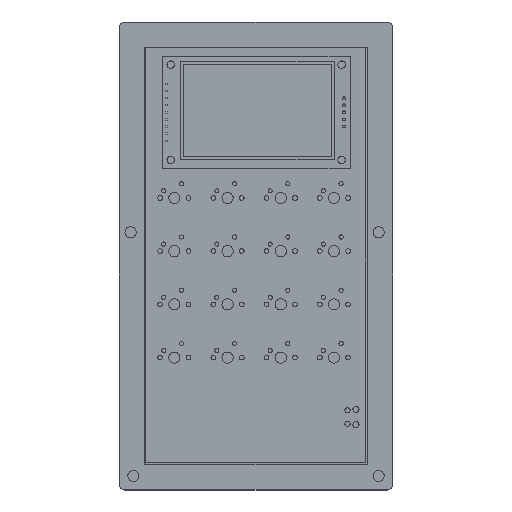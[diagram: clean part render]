
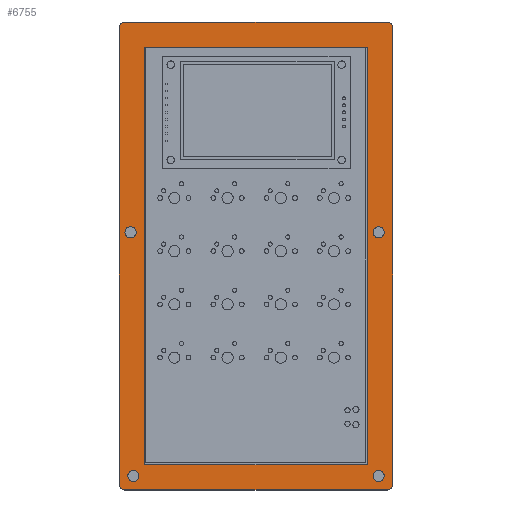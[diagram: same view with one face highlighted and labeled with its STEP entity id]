
A CAD part, top view. The second image highlights one B-rep face of the part: STEP entity #6755.
In plain terms, the highlighted planar face has unit normal (0, 0, 1).
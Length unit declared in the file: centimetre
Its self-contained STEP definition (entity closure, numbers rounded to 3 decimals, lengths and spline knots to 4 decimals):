
#468=CIRCLE('',#7374,0.2);
#473=CIRCLE('',#7382,0.2);
#474=CIRCLE('',#7385,0.2);
#475=CIRCLE('',#7388,0.2);
#476=CIRCLE('',#7393,0.2);
#478=CIRCLE('',#7397,0.2);
#480=CIRCLE('',#7401,0.2);
#482=CIRCLE('',#7405,0.2);
#734=FACE_BOUND('',#1657,.T.);
#735=FACE_BOUND('',#1658,.T.);
#736=FACE_BOUND('',#1659,.T.);
#737=FACE_BOUND('',#1660,.T.);
#738=FACE_BOUND('',#1661,.T.);
#1074=FACE_OUTER_BOUND('',#1656,.T.);
#1656=EDGE_LOOP('',(#5990,#5991,#5992,#5993,#5994,#5995,#5996,#5997));
#1657=EDGE_LOOP('',(#5998));
#1658=EDGE_LOOP('',(#5999));
#1659=EDGE_LOOP('',(#6000));
#1660=EDGE_LOOP('',(#6001));
#1661=EDGE_LOOP('',(#6002,#6003,#6004,#6005));
#2229=LINE('',#10928,#2832);
#2236=LINE('',#10946,#2839);
#2241=LINE('',#10963,#2844);
#2243=LINE('',#10969,#2846);
#2255=LINE('',#11016,#2858);
#2260=LINE('',#11025,#2863);
#2262=LINE('',#11030,#2865);
#2265=LINE('',#11034,#2868);
#2832=VECTOR('',#9135,1.);
#2839=VECTOR('',#9150,1.);
#2844=VECTOR('',#9169,1.);
#2846=VECTOR('',#9177,1.);
#2858=VECTOR('',#9233,1.);
#2863=VECTOR('',#9240,1.);
#2865=VECTOR('',#9244,1.);
#2868=VECTOR('',#9249,1.);
#3395=VERTEX_POINT('',#10924);
#3397=VERTEX_POINT('',#10927);
#3399=VERTEX_POINT('',#10933);
#3400=VERTEX_POINT('',#10934);
#3404=VERTEX_POINT('',#10944);
#3408=VERTEX_POINT('',#10957);
#3409=VERTEX_POINT('',#10961);
#3410=VERTEX_POINT('',#10965);
#3413=VERTEX_POINT('',#10983);
#3415=VERTEX_POINT('',#10990);
#3417=VERTEX_POINT('',#10997);
#3419=VERTEX_POINT('',#11004);
#3422=VERTEX_POINT('',#11013);
#3423=VERTEX_POINT('',#11015);
#3426=VERTEX_POINT('',#11023);
#3428=VERTEX_POINT('',#11029);
#4237=EDGE_CURVE('',#3397,#3395,#2229,.T.);
#4240=EDGE_CURVE('',#3399,#3400,#468,.T.);
#4246=EDGE_CURVE('',#3399,#3404,#2236,.T.);
#4252=EDGE_CURVE('',#3408,#3404,#473,.T.);
#4255=EDGE_CURVE('',#3408,#3409,#2241,.T.);
#4256=EDGE_CURVE('',#3410,#3395,#474,.T.);
#4258=EDGE_CURVE('',#3410,#3400,#2243,.T.);
#4259=EDGE_CURVE('',#3397,#3409,#475,.T.);
#4265=EDGE_CURVE('',#3413,#3413,#476,.T.);
#4268=EDGE_CURVE('',#3415,#3415,#478,.T.);
#4271=EDGE_CURVE('',#3417,#3417,#480,.T.);
#4274=EDGE_CURVE('',#3419,#3419,#482,.T.);
#4279=EDGE_CURVE('',#3423,#3422,#2255,.T.);
#4284=EDGE_CURVE('',#3422,#3426,#2260,.T.);
#4286=EDGE_CURVE('',#3428,#3423,#2262,.T.);
#4289=EDGE_CURVE('',#3426,#3428,#2265,.T.);
#5990=ORIENTED_EDGE('',*,*,#4240,.F.);
#5991=ORIENTED_EDGE('',*,*,#4246,.T.);
#5992=ORIENTED_EDGE('',*,*,#4252,.F.);
#5993=ORIENTED_EDGE('',*,*,#4255,.T.);
#5994=ORIENTED_EDGE('',*,*,#4259,.F.);
#5995=ORIENTED_EDGE('',*,*,#4237,.T.);
#5996=ORIENTED_EDGE('',*,*,#4256,.F.);
#5997=ORIENTED_EDGE('',*,*,#4258,.T.);
#5998=ORIENTED_EDGE('',*,*,#4265,.T.);
#5999=ORIENTED_EDGE('',*,*,#4268,.T.);
#6000=ORIENTED_EDGE('',*,*,#4271,.T.);
#6001=ORIENTED_EDGE('',*,*,#4274,.T.);
#6002=ORIENTED_EDGE('',*,*,#4284,.T.);
#6003=ORIENTED_EDGE('',*,*,#4289,.T.);
#6004=ORIENTED_EDGE('',*,*,#4286,.T.);
#6005=ORIENTED_EDGE('',*,*,#4279,.T.);
#6216=PLANE('',#7412);
#6755=ADVANCED_FACE('',(#1074,#734,#735,#736,#737,#738),#6216,.T.);
#7374=AXIS2_PLACEMENT_3D('',#10935,#9140,#9141);
#7382=AXIS2_PLACEMENT_3D('',#10958,#9163,#9164);
#7385=AXIS2_PLACEMENT_3D('',#10966,#9172,#9173);
#7388=AXIS2_PLACEMENT_3D('',#10971,#9180,#9181);
#7393=AXIS2_PLACEMENT_3D('',#10984,#9195,#9196);
#7397=AXIS2_PLACEMENT_3D('',#10991,#9204,#9205);
#7401=AXIS2_PLACEMENT_3D('',#10998,#9213,#9214);
#7405=AXIS2_PLACEMENT_3D('',#11005,#9222,#9223);
#7412=AXIS2_PLACEMENT_3D('',#11035,#9250,#9251);
#9135=DIRECTION('',(0.,1.,0.));
#9140=DIRECTION('center_axis',(0.,0.,-1.));
#9141=DIRECTION('ref_axis',(-0.707,0.707,0.));
#9150=DIRECTION('',(0.,-1.,0.));
#9163=DIRECTION('center_axis',(0.,0.,-1.));
#9164=DIRECTION('ref_axis',(-0.707,-0.707,0.));
#9169=DIRECTION('',(1.,0.,0.));
#9172=DIRECTION('center_axis',(0.,0.,-1.));
#9173=DIRECTION('ref_axis',(0.707,0.707,0.));
#9177=DIRECTION('',(-1.,0.,0.));
#9180=DIRECTION('center_axis',(0.,0.,-1.));
#9181=DIRECTION('ref_axis',(0.707,-0.707,0.));
#9195=DIRECTION('center_axis',(0.,0.,-1.));
#9196=DIRECTION('ref_axis',(-1.,0.,0.));
#9204=DIRECTION('center_axis',(0.,0.,-1.));
#9205=DIRECTION('ref_axis',(-1.,0.,0.));
#9213=DIRECTION('center_axis',(0.,0.,-1.));
#9214=DIRECTION('ref_axis',(-1.,0.,0.));
#9222=DIRECTION('center_axis',(0.,0.,-1.));
#9223=DIRECTION('ref_axis',(-1.,0.,0.));
#9233=DIRECTION('',(0.,-1.,0.));
#9240=DIRECTION('',(-1.,0.,0.));
#9244=DIRECTION('',(1.,0.,0.));
#9249=DIRECTION('',(0.,1.,0.));
#9250=DIRECTION('center_axis',(0.,0.,1.));
#9251=DIRECTION('ref_axis',(1.,0.,0.));
#10924=CARTESIAN_POINT('',(4.7325,4.8114,1.3));
#10927=CARTESIAN_POINT('',(4.7325,-11.5386,1.3));
#10928=CARTESIAN_POINT('',(4.7325,5.0114,1.3));
#10933=CARTESIAN_POINT('',(-5.0475,4.8114,1.3));
#10934=CARTESIAN_POINT('',(-4.8475,5.0114,1.3));
#10935=CARTESIAN_POINT('Origin',(-4.8475,4.8114,1.3));
#10944=CARTESIAN_POINT('',(-5.0475,-11.5386,1.3));
#10946=CARTESIAN_POINT('',(-5.0475,-11.7386,1.3));
#10957=CARTESIAN_POINT('',(-4.8475,-11.7386,1.3));
#10958=CARTESIAN_POINT('Origin',(-4.8475,-11.5386,1.3));
#10961=CARTESIAN_POINT('',(4.5325,-11.7386,1.3));
#10963=CARTESIAN_POINT('',(4.7325,-11.7386,1.3));
#10965=CARTESIAN_POINT('',(4.5325,5.0114,1.3));
#10966=CARTESIAN_POINT('Origin',(4.5325,4.8114,1.3));
#10969=CARTESIAN_POINT('',(-5.0475,5.0114,1.3));
#10971=CARTESIAN_POINT('Origin',(4.5325,-11.5386,1.3));
#10983=CARTESIAN_POINT('',(-4.4475,-2.5146,1.3));
#10984=CARTESIAN_POINT('Origin',(-4.6475,-2.5146,1.3));
#10990=CARTESIAN_POINT('',(4.4325,-2.5146,1.3));
#10991=CARTESIAN_POINT('Origin',(4.2325,-2.5146,1.3));
#10997=CARTESIAN_POINT('',(4.4325,-11.2386,1.3));
#10998=CARTESIAN_POINT('Origin',(4.2325,-11.2386,1.3));
#11004=CARTESIAN_POINT('',(-4.3475,-11.2386,1.3));
#11005=CARTESIAN_POINT('Origin',(-4.5475,-11.2386,1.3));
#11013=CARTESIAN_POINT('',(3.8325,-10.8386,1.3));
#11015=CARTESIAN_POINT('',(3.8325,4.1114,1.3));
#11016=CARTESIAN_POINT('',(3.8325,4.1114,1.3));
#11023=CARTESIAN_POINT('',(-4.1475,-10.8386,1.3));
#11025=CARTESIAN_POINT('',(3.8325,-10.8386,1.3));
#11029=CARTESIAN_POINT('',(-4.1475,4.1114,1.3));
#11030=CARTESIAN_POINT('',(-4.1475,4.1114,1.3));
#11034=CARTESIAN_POINT('',(-4.1475,-10.8386,1.3));
#11035=CARTESIAN_POINT('Origin',(-0.1575,-3.3636,1.3));
